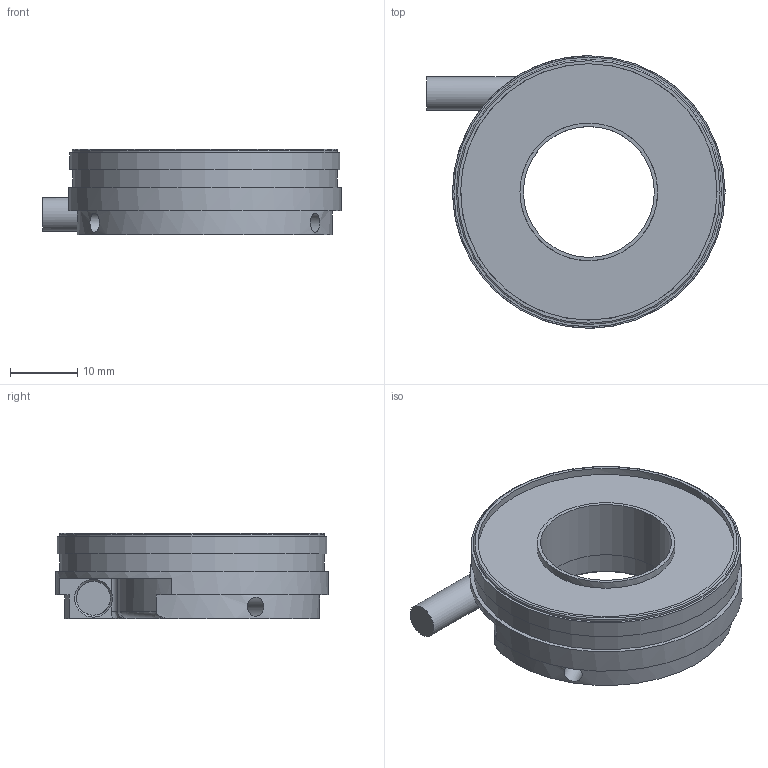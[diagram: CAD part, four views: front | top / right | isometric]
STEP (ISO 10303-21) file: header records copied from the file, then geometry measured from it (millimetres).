
FILE_DESCRIPTION(/* description */ ('>>BEZEICHNUNG<<'),/* implementation_level */ '2;1');
FILE_NAME(/* name */ 'vicolux_R-CLR-38x20.stp',/* time_stamp */ '2016-08-16T14:41:44+02:00',/* author */ ('REGENSPURG'),/* organization */ ('Vision & Control'),/* preprocessor_version */ 'ST-DEVELOPER v16.1',/* originating_system */ 'Autodesk Inventor 2016',/* authorisation */ '');
FILE_SCHEMA (('AUTOMOTIVE_DESIGN { 1 0 10303 214 3 1 1 }'));
Length unit declared in the file: millimetre
Products named in the file (1): vicolux_R-CLR-38x20
Bounding box: 44.2 x 40.4 x 12.6 mm (x, y, z)
Volume: 10306 mm3; surface area: 5243 mm2
Topology: 1 solids, 1 shells, 717 faces, 1906 edges, 1269 vertices
Faces by surface type: plane 381, bspline 295, cylinder 27, cone 11, torus 3
Full cylindrical faces by diameter (mm): 2.013 x2, 2.459 x4, 2.5 x2, 2.8 x2, 5 x1, 19.4 x1, 20.4 x2, 38 x1, 39.2 x1, 39.3 x1, 40 x1, 40.4 x1
Entity records: 24206 total; most frequent: CARTESIAN_POINT 7841, ORIENTED_EDGE 3718, DIRECTION 2154, EDGE_CURVE 1859, VERTEX_POINT 1253, LINE 1188, VECTOR 1188, EDGE_LOOP 828
